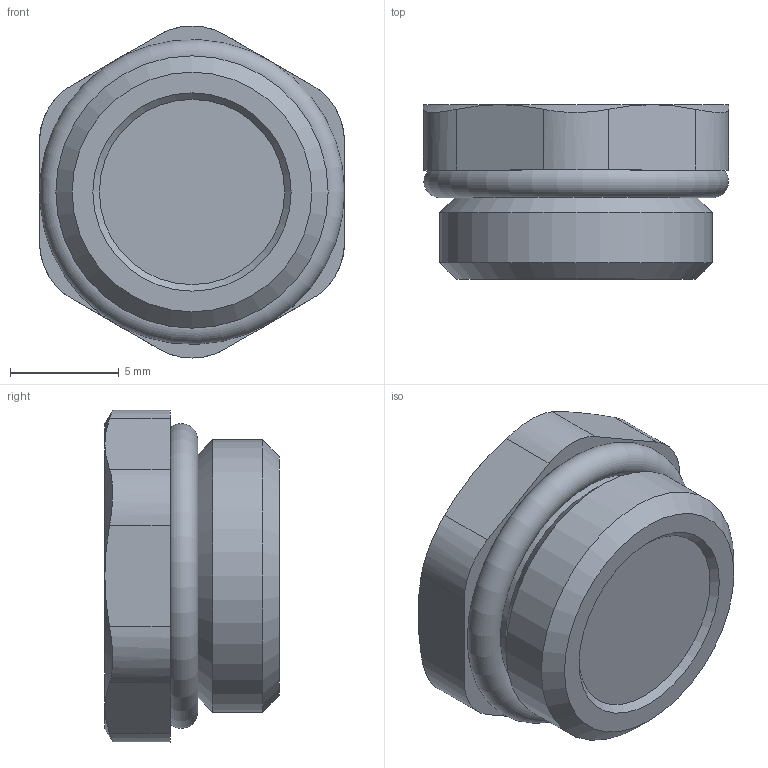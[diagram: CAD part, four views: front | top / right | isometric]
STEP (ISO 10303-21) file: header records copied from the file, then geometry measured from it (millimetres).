
FILE_DESCRIPTION(/* description */ (''),/* implementation_level */ '2;1');
FILE_NAME(/* name */ '',/* time_stamp */ '2023-10-09T11:58:13+07:00',/* author */ ('zeta-44'),/* organization */ (''),/* preprocessor_version */ 'ST-DEVELOPER v19.2',/* originating_system */ 'Autodesk Inventor 2024',/* authorisation */ '');
FILE_SCHEMA (('AUTOMOTIVE_DESIGN { 1 0 10303 214 3 1 1 }'));
Length unit declared in the file: millimetre
Products named in the file (1): Деталь16
Bounding box: 14 x 8 x 15.24 mm (x, y, z)
Volume: 1103.1 mm3; surface area: 732.5 mm2
Topology: 1 solids, 1 shells, 29 faces, 69 edges, 44 vertices
Faces by surface type: plane 10, cone 10, cylinder 8, torus 1
Full cylindrical faces by diameter (mm): 11 x1, 12.5 x1
Entity records: 961 total; most frequent: CARTESIAN_POINT 221, ORIENTED_EDGE 138, DIRECTION 138, EDGE_CURVE 69, AXIS2_PLACEMENT_3D 57, VERTEX_POINT 44, EDGE_LOOP 31, STYLED_ITEM 29
